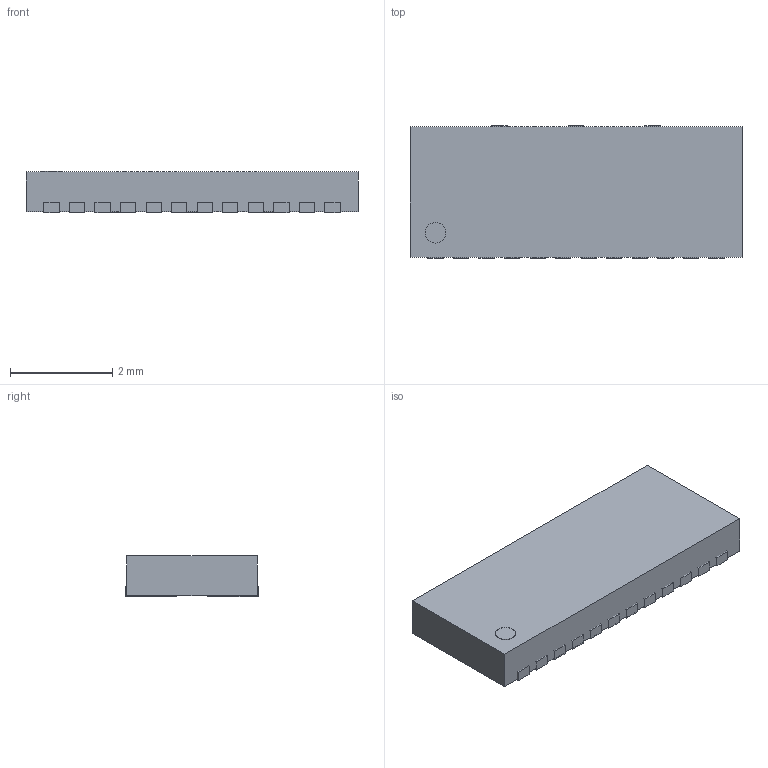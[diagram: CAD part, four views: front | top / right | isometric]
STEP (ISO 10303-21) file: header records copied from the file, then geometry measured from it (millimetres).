
FILE_DESCRIPTION (( 'STEP AP214' ), '1' );
FILE_NAME ('User Library-R-PDSO-N15.STEP', '2019-10-10T09:01:28', ( '' ), ( '' ), 'SwSTEP 2.0', 'SolidWorks 2019', '' );
FILE_SCHEMA (( 'AUTOMOTIVE_DESIGN' ));
Length unit declared in the file: millimetre
Products named in the file (23): 687716176; Extruded; 687623512; 130637840; User Library-R-PDSO-N15; Extruded_3; 690890976; Extruded_2; Cylinder; Free-Models
Assembly tree (35 placements, depth 4):
  User Library-R-PDSO-N15
    Free-Models
      687623512
        Cylinder
      130637840
        Extruded
      687716176
        Extruded_2
      687716176
        Extruded_2
      687716176
        Extruded_2
      687716176
        Extruded_2
      687716176
        Extruded_2
      687716176
        Extruded_2
      687716176
        Extruded_2
      687716176
        Extruded_2
      687716176
        Extruded_2
      687716176
        Extruded_2
      687716176
        Extruded_2
      687716176
        Extruded_2
      687716176
        Extruded_2
      687716176
        Extruded_2
      690890976
        Extruded_3
Bounding box: 6.5 x 2.6 x 0.81 mm (x, y, z)
Volume: 13.9 mm3; surface area: 64.5 mm2
Topology: 17 solids, 17 shells, 101 faces, 201 edges, 134 vertices
Faces by surface type: plane 99, cylinder 2
Entity records: 1606 total; most frequent: DIRECTION 207, CARTESIAN_POINT 154, ORIENTED_EDGE 90, AXIS2_PLACEMENT_3D 83, PRODUCT_DEFINITION_SHAPE 58, UNCERTAINTY_MEASURE_WITH_UNIT 54, APPLICATION_PROTOCOL_DEFINITION 46, APPLICATION_CONTEXT 46
